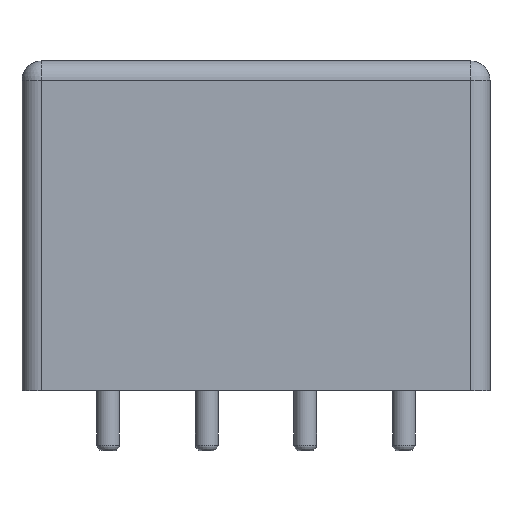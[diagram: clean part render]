
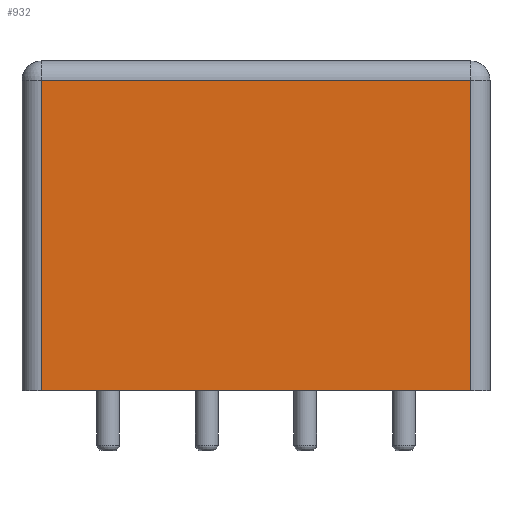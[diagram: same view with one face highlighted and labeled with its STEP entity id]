
A CAD part, left-side view. The second image highlights one B-rep face of the part: STEP entity #932.
In plain terms, the highlighted planar face has unit normal (-1, 0, 0).
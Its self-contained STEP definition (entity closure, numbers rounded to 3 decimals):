
#765 = VERTEX_POINT('',#766);
#766 = CARTESIAN_POINT('',(-5.08,-3.44,0.1));
#773 = EDGE_CURVE('',#765,#774,#776,.T.);
#774 = VERTEX_POINT('',#775);
#775 = CARTESIAN_POINT('',(-5.08,18.68,0.1));
#776 = LINE('',#777,#778);
#777 = CARTESIAN_POINT('',(-5.08,-4.44,0.1));
#778 = VECTOR('',#779,1.);
#779 = DIRECTION('',(0.,1.,0.));
#822 = EDGE_CURVE('',#765,#823,#825,.T.);
#823 = VERTEX_POINT('',#824);
#824 = CARTESIAN_POINT('',(-5.08,-3.44,16.1));
#825 = LINE('',#826,#827);
#826 = CARTESIAN_POINT('',(-5.08,-3.44,0.1));
#827 = VECTOR('',#828,1.);
#828 = DIRECTION('',(0.,0.,1.));
#932 = ADVANCED_FACE('',(#933),#951,.T.);
#933 = FACE_BOUND('',#934,.T.);
#934 = EDGE_LOOP('',(#935,#936,#944,#950));
#935 = ORIENTED_EDGE('',*,*,#822,.T.);
#936 = ORIENTED_EDGE('',*,*,#937,.T.);
#937 = EDGE_CURVE('',#823,#938,#940,.T.);
#938 = VERTEX_POINT('',#939);
#939 = CARTESIAN_POINT('',(-5.08,18.68,16.1));
#940 = LINE('',#941,#942);
#941 = CARTESIAN_POINT('',(-5.08,-3.44,16.1));
#942 = VECTOR('',#943,1.);
#943 = DIRECTION('',(0.,1.,0.));
#944 = ORIENTED_EDGE('',*,*,#945,.F.);
#945 = EDGE_CURVE('',#774,#938,#946,.T.);
#946 = LINE('',#947,#948);
#947 = CARTESIAN_POINT('',(-5.08,18.68,0.1));
#948 = VECTOR('',#949,1.);
#949 = DIRECTION('',(0.,0.,1.));
#950 = ORIENTED_EDGE('',*,*,#773,.F.);
#951 = PLANE('',#952);
#952 = AXIS2_PLACEMENT_3D('',#953,#954,#955);
#953 = CARTESIAN_POINT('',(-5.08,-4.44,0.1));
#954 = DIRECTION('',(-1.,0.,0.));
#955 = DIRECTION('',(0.,1.,0.));
